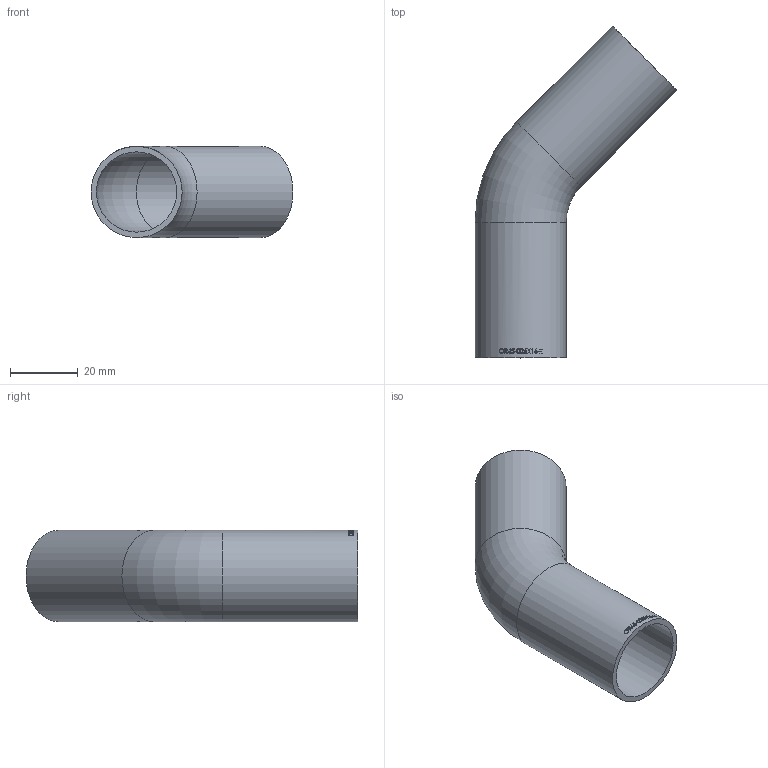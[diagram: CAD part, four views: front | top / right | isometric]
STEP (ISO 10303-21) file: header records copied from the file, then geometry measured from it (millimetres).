
FILE_DESCRIPTION (( 'STEP AP214' ), '1' );
FILE_NAME ('OR45-026X16-x Bogen orbital 45° ISO 2008.STEP', '2020-08-19T09:53:57', ( '' ), ( '' ), 'SwSTEP 2.0', 'SolidWorks 2019', '' );
FILE_SCHEMA (( 'AUTOMOTIVE_DESIGN' ));
Length unit declared in the file: millimetre
Products named in the file (1): OR45-026X16-x Bogen orbital 45° ISO 2008
Bounding box: 59.59 x 97.95 x 26.9 mm (x, y, z)
Volume: 13020.6 mm3; surface area: 16529.8 mm2
Topology: 1 solids, 1 shells, 28 faces, 156 edges, 148 vertices
Faces by surface type: cylinder 24, torus 2, plane 2
Full cylindrical faces by diameter (mm): 23.7 x2, 26.9 x2
Entity records: 2687 total; most frequent: CARTESIAN_POINT 1398, ORIENTED_EDGE 284, DIRECTION 152, VERTEX_POINT 142, EDGE_CURVE 142, B_SPLINE_CURVE_WITH_KNOTS 86, AXIS2_PLACEMENT_3D 68, EDGE_LOOP 54
